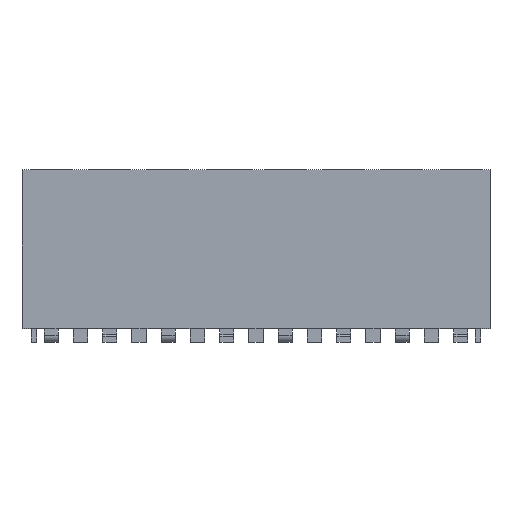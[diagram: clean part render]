
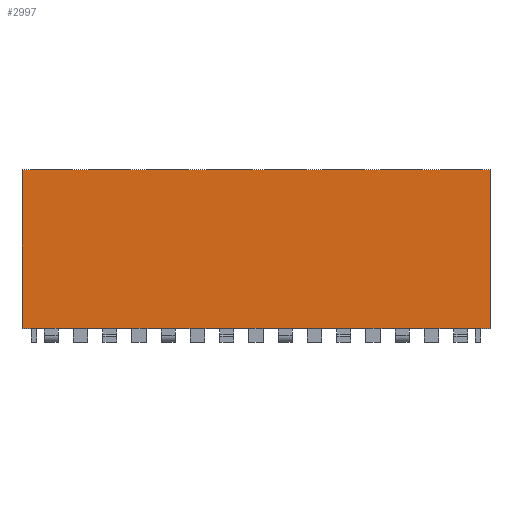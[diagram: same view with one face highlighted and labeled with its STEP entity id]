
A CAD part, top view. The second image highlights one B-rep face of the part: STEP entity #2997.
In plain terms, the highlighted planar face has unit normal (0, 0, 1).
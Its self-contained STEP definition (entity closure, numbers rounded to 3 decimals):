
#316=ORIENTED_EDGE('',*,*,#938,.T.);
#317=ORIENTED_EDGE('',*,*,#1111,.F.);
#318=ORIENTED_EDGE('',*,*,#994,.F.);
#319=ORIENTED_EDGE('',*,*,#1110,.T.);
#938=EDGE_CURVE('',#1355,#1354,#1618,.T.);
#994=EDGE_CURVE('',#1410,#1411,#1674,.T.);
#1110=EDGE_CURVE('',#1410,#1355,#1790,.T.);
#1111=EDGE_CURVE('',#1411,#1354,#1791,.T.);
#1354=VERTEX_POINT('',#4195);
#1355=VERTEX_POINT('',#4197);
#1410=VERTEX_POINT('',#4308);
#1411=VERTEX_POINT('',#4310);
#1618=LINE('',#4196,#2030);
#1674=LINE('',#4309,#2086);
#1790=LINE('',#4540,#2202);
#1791=LINE('',#4542,#2203);
#2030=VECTOR('',#3381,1000.);
#2086=VECTOR('',#3439,1000.);
#2202=VECTOR('',#3623,1000.);
#2203=VECTOR('',#3626,1000.);
#2459=EDGE_LOOP('',(#316,#317,#318,#319));
#2657=FACE_BOUND('',#2459,.T.);
#2832=PLANE('',#3191);
#2997=ADVANCED_FACE('',(#2657),#2832,.F.);
#3191=AXIS2_PLACEMENT_3D('',#4541,#3624,#3625);
#3381=DIRECTION('',(1.,0.,0.));
#3439=DIRECTION('',(1.,0.,0.));
#3623=DIRECTION('',(0.,-1.,0.));
#3624=DIRECTION('',(0.,0.,-1.));
#3625=DIRECTION('',(-1.,0.,0.));
#3626=DIRECTION('',(0.,-1.,0.));
#4195=CARTESIAN_POINT('',(20.32,0.,1.27));
#4196=CARTESIAN_POINT('',(0.,0.,1.27));
#4197=CARTESIAN_POINT('',(0.,0.,1.27));
#4308=CARTESIAN_POINT('',(0.,6.9,1.27));
#4309=CARTESIAN_POINT('',(0.,6.9,1.27));
#4310=CARTESIAN_POINT('',(20.32,6.9,1.27));
#4540=CARTESIAN_POINT('',(0.,6.9,1.27));
#4541=CARTESIAN_POINT('',(0.,6.9,1.27));
#4542=CARTESIAN_POINT('',(20.32,6.9,1.27));
